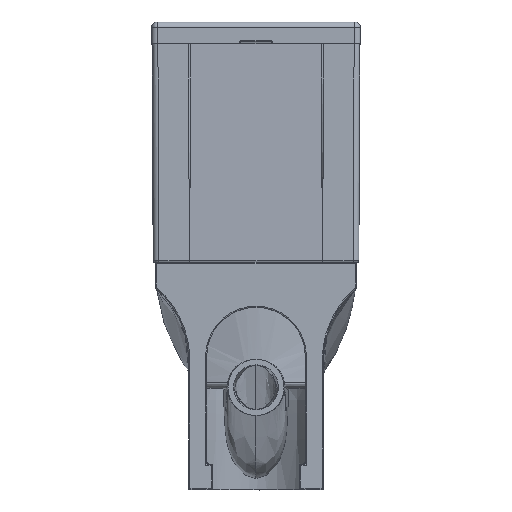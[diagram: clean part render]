
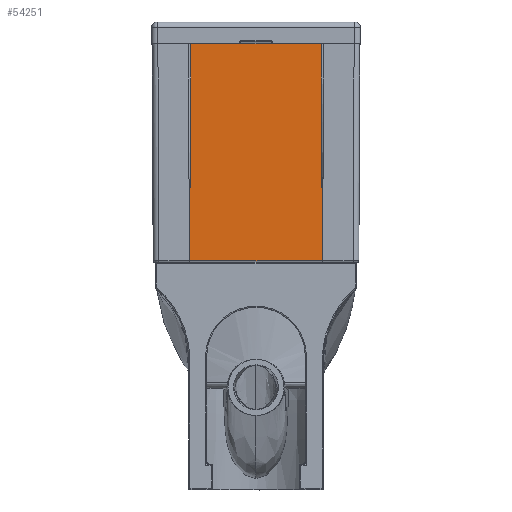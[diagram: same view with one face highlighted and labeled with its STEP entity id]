
A CAD part, top view. The second image highlights one B-rep face of the part: STEP entity #54251.
In plain terms, the highlighted planar face has unit normal (0, -0.013, 1).
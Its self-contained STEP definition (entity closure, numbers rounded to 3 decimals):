
#3153 = VERTEX_POINT ( 'NONE', #71000 ) ;
#3204 = EDGE_LOOP ( 'NONE', ( #30937, #11452, #53767, #13357, #39504, #37829 ) ) ;
#5135 = CARTESIAN_POINT ( 'NONE',  ( -118.483, 407.976, -9.462 ) ) ;
#5602 = CARTESIAN_POINT ( 'NONE',  ( 38.767, 795., -4.5 ) ) ;
#5633 = CARTESIAN_POINT ( 'NONE',  ( 118.483, 407.962, -9.462 ) ) ;
#7592 = EDGE_CURVE ( 'NONE', #40184, #3153, #22877, .T. ) ;
#9881 = EDGE_CURVE ( 'NONE', #41824, #59157, #32535, .T. ) ;
#10198 = DIRECTION ( 'NONE',  ( 0., 1., 0.013 ) ) ;
#11452 = ORIENTED_EDGE ( 'NONE', *, *, #9881, .T. ) ;
#13357 = ORIENTED_EDGE ( 'NONE', *, *, #60305, .F. ) ;
#13365 = CARTESIAN_POINT ( 'NONE',  ( -118.483, 407.983, -9.462 ) ) ;
#15669 = VECTOR ( 'NONE', #52091, 1000. ) ;
#16298 = PLANE ( 'NONE',  #28039 ) ;
#17799 = CARTESIAN_POINT ( 'NONE',  ( -38.767, 795., -4.5 ) ) ;
#19499 = DIRECTION ( 'NONE',  ( 1., 0., 0. ) ) ;
#19524 = CARTESIAN_POINT ( 'NONE',  ( -118.483, 407.962, -9.462 ) ) ;
#19558 = EDGE_CURVE ( 'NONE', #81133, #41824, #74942, .T. ) ;
#20752 = DIRECTION ( 'NONE',  ( -0.006, -1., -0.013 ) ) ;
#22392 = CARTESIAN_POINT ( 'NONE',  ( -118.483, 407.983, -9.462 ) ) ;
#22838 = FACE_OUTER_BOUND ( 'NONE', #3204, .T. ) ;
#22877 = B_SPLINE_CURVE_WITH_KNOTS ( 'NONE', 3,
 ( #70304, #5602, #17799, #52037 ),
 .UNSPECIFIED., .F., .F.,
 ( 4, 4 ),
 ( 0., 1. ),
 .UNSPECIFIED. ) ;
#23368 = CARTESIAN_POINT ( 'NONE',  ( -118.483, 407.962, -9.462 ) ) ;
#26532 = CARTESIAN_POINT ( 'NONE',  ( 117.4, 600., -7. ) ) ;
#28039 = AXIS2_PLACEMENT_3D ( 'NONE', #77030, #50140, #10198 ) ;
#28572 = EDGE_CURVE ( 'NONE', #3153, #81133, #45515, .T. ) ;
#30937 = ORIENTED_EDGE ( 'NONE', *, *, #19558, .T. ) ;
#31246 = CARTESIAN_POINT ( 'NONE',  ( 118.5, 407.962, -9.462 ) ) ;
#32535 = LINE ( 'NONE', #31246, #70035 ) ;
#33408 = CARTESIAN_POINT ( 'NONE',  ( -118.483, 407.969, -9.462 ) ) ;
#34551 = EDGE_CURVE ( 'NONE', #59157, #71754, #35292, .T. ) ;
#35292 = B_SPLINE_CURVE_WITH_KNOTS ( 'NONE', 3,
 ( #42570, #40088, #66496, #61629 ),
 .UNSPECIFIED., .F., .F.,
 ( 4, 4 ),
 ( 0., 0. ),
 .UNSPECIFIED. ) ;
#37792 = CARTESIAN_POINT ( 'NONE',  ( 116.3, 795., -4.5 ) ) ;
#37829 = ORIENTED_EDGE ( 'NONE', *, *, #28572, .T. ) ;
#38720 = LINE ( 'NONE', #26532, #15669 ) ;
#39504 = ORIENTED_EDGE ( 'NONE', *, *, #7592, .T. ) ;
#40088 = CARTESIAN_POINT ( 'NONE',  ( 118.483, 407.969, -9.462 ) ) ;
#40184 = VERTEX_POINT ( 'NONE', #37792 ) ;
#41824 = VERTEX_POINT ( 'NONE', #23368 ) ;
#42570 = CARTESIAN_POINT ( 'NONE',  ( 118.483, 407.962, -9.462 ) ) ;
#45515 = LINE ( 'NONE', #85848, #81756 ) ;
#50140 = DIRECTION ( 'NONE',  ( 0., 0.013, -1. ) ) ;
#52037 = CARTESIAN_POINT ( 'NONE',  ( -116.3, 795., -4.5 ) ) ;
#52091 = DIRECTION ( 'NONE',  ( 0.006, -1., -0.013 ) ) ;
#53767 = ORIENTED_EDGE ( 'NONE', *, *, #34551, .T. ) ;
#54251 = ADVANCED_FACE ( 'NONE', ( #22838 ), #16298, .F. ) ;
#54526 = CARTESIAN_POINT ( 'NONE',  ( 118.483, 407.983, -9.462 ) ) ;
#59157 = VERTEX_POINT ( 'NONE', #5633 ) ;
#60305 = EDGE_CURVE ( 'NONE', #40184, #71754, #38720, .T. ) ;
#61629 = CARTESIAN_POINT ( 'NONE',  ( 118.483, 407.983, -9.462 ) ) ;
#66496 = CARTESIAN_POINT ( 'NONE',  ( 118.483, 407.976, -9.462 ) ) ;
#70035 = VECTOR ( 'NONE', #19499, 1000. ) ;
#70304 = CARTESIAN_POINT ( 'NONE',  ( 116.3, 795., -4.5 ) ) ;
#71000 = CARTESIAN_POINT ( 'NONE',  ( -116.3, 795., -4.5 ) ) ;
#71754 = VERTEX_POINT ( 'NONE', #54526 ) ;
#74942 = B_SPLINE_CURVE_WITH_KNOTS ( 'NONE', 3,
 ( #13365, #5135, #33408, #19524 ),
 .UNSPECIFIED., .F., .F.,
 ( 4, 4 ),
 ( 0., 0. ),
 .UNSPECIFIED. ) ;
#77030 = CARTESIAN_POINT ( 'NONE',  ( 0., 794.019, -4.513 ) ) ;
#81133 = VERTEX_POINT ( 'NONE', #22392 ) ;
#81756 = VECTOR ( 'NONE', #20752, 1000. ) ;
#85848 = CARTESIAN_POINT ( 'NONE',  ( -116.3, 795., -4.5 ) ) ;
